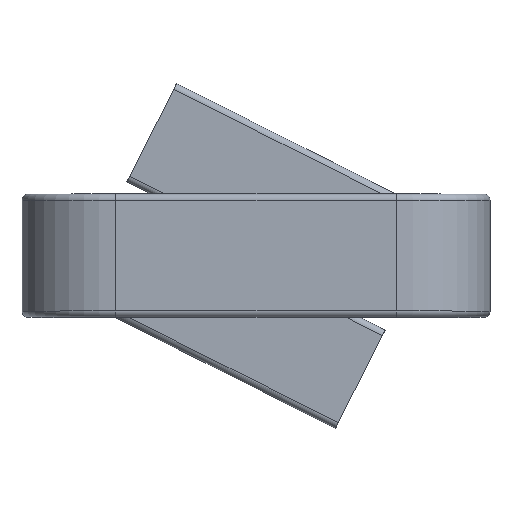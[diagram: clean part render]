
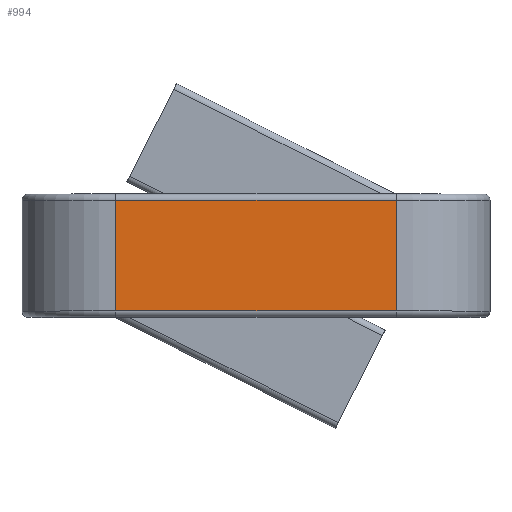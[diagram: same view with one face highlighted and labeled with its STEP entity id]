
A CAD part, top view. The second image highlights one B-rep face of the part: STEP entity #994.
In plain terms, the highlighted planar face has unit normal (0, 0, 1).
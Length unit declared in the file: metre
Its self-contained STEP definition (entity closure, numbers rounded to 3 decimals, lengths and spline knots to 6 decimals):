
#166=ORIENTED_EDGE('',*,*,#474,.T.);
#167=ORIENTED_EDGE('',*,*,#475,.T.);
#168=ORIENTED_EDGE('',*,*,#476,.T.);
#169=ORIENTED_EDGE('',*,*,#477,.T.);
#474=EDGE_CURVE('',#628,#629,#720,.T.);
#475=EDGE_CURVE('',#629,#630,#721,.T.);
#476=EDGE_CURVE('',#630,#631,#722,.F.);
#477=EDGE_CURVE('',#631,#628,#723,.F.);
#628=VERTEX_POINT('',#1568);
#629=VERTEX_POINT('',#1569);
#630=VERTEX_POINT('',#1571);
#631=VERTEX_POINT('',#1573);
#720=LINE('',#1567,#790);
#721=LINE('',#1570,#791);
#722=LINE('',#1572,#792);
#723=LINE('',#1574,#793);
#790=VECTOR('',#1225,1.);
#791=VECTOR('',#1226,1.);
#792=VECTOR('',#1227,1.);
#793=VECTOR('',#1228,1.);
#848=EDGE_LOOP('',(#166,#167,#168,#169));
#912=FACE_BOUND('',#848,.T.);
#976=PLANE('',#1071);
#994=ADVANCED_FACE('',(#912),#976,.F.);
#1071=AXIS2_PLACEMENT_3D('',#1566,#1223,#1224);
#1223=DIRECTION('',(0.,0.,-1.));
#1224=DIRECTION('',(-1.,0.,0.));
#1225=DIRECTION('',(0.,1.,0.));
#1226=DIRECTION('',(-1.,0.,0.));
#1227=DIRECTION('',(0.,1.,0.));
#1228=DIRECTION('',(-1.,0.,0.));
#1566=CARTESIAN_POINT('',(-0.000104,-0.0005,0.0023));
#1567=CARTESIAN_POINT('',(0.001036,-0.0005,0.0023));
#1568=CARTESIAN_POINT('',(0.001036,-0.00045,0.0023));
#1569=CARTESIAN_POINT('',(0.001036,0.00045,0.0023));
#1570=CARTESIAN_POINT('',(-0.000104,0.00045,0.0023));
#1571=CARTESIAN_POINT('',(-0.001244,0.00045,0.0023));
#1572=CARTESIAN_POINT('',(-0.001244,-0.0005,0.0023));
#1573=CARTESIAN_POINT('',(-0.001244,-0.00045,0.0023));
#1574=CARTESIAN_POINT('',(0.001036,-0.00045,0.0023));
